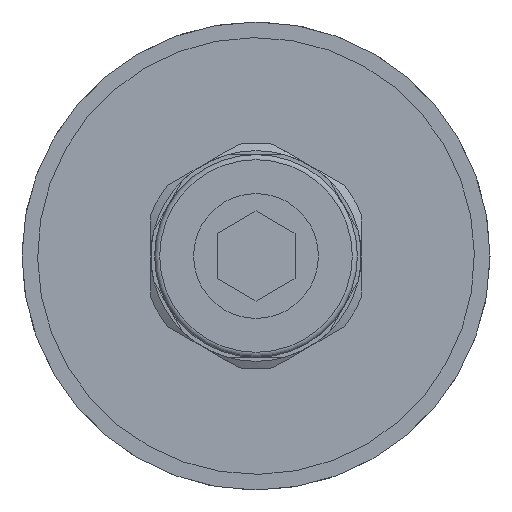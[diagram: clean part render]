
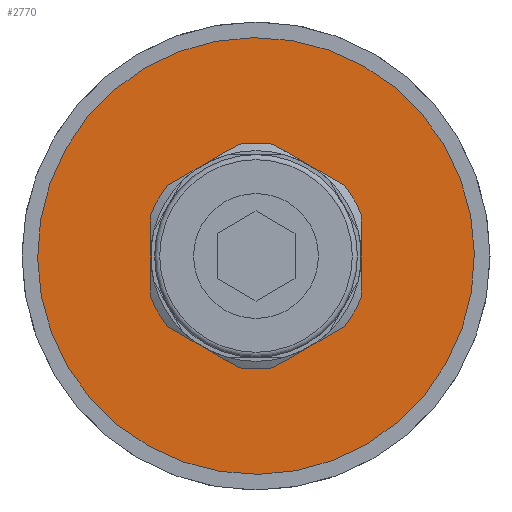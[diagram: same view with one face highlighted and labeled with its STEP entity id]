
A CAD part, left-side view. The second image highlights one B-rep face of the part: STEP entity #2770.
In plain terms, the highlighted planar face has unit normal (-1, 0, 0).
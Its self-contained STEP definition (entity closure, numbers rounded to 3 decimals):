
#85=FACE_BOUND('',#429,.T.);
#112=PLANE('',#2987);
#257=FACE_OUTER_BOUND('',#428,.T.);
#428=EDGE_LOOP('',(#1840));
#429=EDGE_LOOP('',(#1841,#1842,#1843,#1844,#1845,#1846));
#961=CIRCLE('',#2983,14.);
#963=CIRCLE('',#2988,6.75);
#964=CIRCLE('',#2989,6.75);
#965=CIRCLE('',#2990,6.75);
#966=CIRCLE('',#2991,6.75);
#967=CIRCLE('',#2992,6.75);
#968=CIRCLE('',#2993,6.75);
#1127=VERTEX_POINT('',#4189);
#1129=VERTEX_POINT('',#4197);
#1130=VERTEX_POINT('',#4198);
#1131=VERTEX_POINT('',#4200);
#1132=VERTEX_POINT('',#4202);
#1133=VERTEX_POINT('',#4204);
#1134=VERTEX_POINT('',#4206);
#1395=EDGE_CURVE('',#1127,#1127,#961,.T.);
#1398=EDGE_CURVE('',#1129,#1130,#963,.T.);
#1399=EDGE_CURVE('',#1130,#1131,#964,.T.);
#1400=EDGE_CURVE('',#1131,#1132,#965,.T.);
#1401=EDGE_CURVE('',#1132,#1133,#966,.T.);
#1402=EDGE_CURVE('',#1133,#1134,#967,.T.);
#1403=EDGE_CURVE('',#1134,#1129,#968,.T.);
#1840=ORIENTED_EDGE('',*,*,#1395,.F.);
#1841=ORIENTED_EDGE('',*,*,#1398,.T.);
#1842=ORIENTED_EDGE('',*,*,#1399,.T.);
#1843=ORIENTED_EDGE('',*,*,#1400,.T.);
#1844=ORIENTED_EDGE('',*,*,#1401,.T.);
#1845=ORIENTED_EDGE('',*,*,#1402,.T.);
#1846=ORIENTED_EDGE('',*,*,#1403,.T.);
#2770=ADVANCED_FACE('',(#257,#85),#112,.T.);
#2983=AXIS2_PLACEMENT_3D('',#4190,#3377,#3378);
#2987=AXIS2_PLACEMENT_3D('',#4196,#3386,#3387);
#2988=AXIS2_PLACEMENT_3D('',#4199,#3388,#3389);
#2989=AXIS2_PLACEMENT_3D('',#4201,#3390,#3391);
#2990=AXIS2_PLACEMENT_3D('',#4203,#3392,#3393);
#2991=AXIS2_PLACEMENT_3D('',#4205,#3394,#3395);
#2992=AXIS2_PLACEMENT_3D('',#4207,#3396,#3397);
#2993=AXIS2_PLACEMENT_3D('',#4208,#3398,#3399);
#3377=DIRECTION('center_axis',(1.,0.,0.));
#3378=DIRECTION('ref_axis',(0.,1.,0.));
#3386=DIRECTION('center_axis',(-1.,0.,0.));
#3387=DIRECTION('ref_axis',(0.,-0.774,-0.633));
#3388=DIRECTION('center_axis',(1.,0.,0.));
#3389=DIRECTION('ref_axis',(0.,-1.,0.));
#3390=DIRECTION('center_axis',(1.,0.,0.));
#3391=DIRECTION('ref_axis',(0.,-1.,0.));
#3392=DIRECTION('center_axis',(1.,0.,0.));
#3393=DIRECTION('ref_axis',(0.,-1.,0.));
#3394=DIRECTION('center_axis',(1.,0.,0.));
#3395=DIRECTION('ref_axis',(0.,-1.,0.));
#3396=DIRECTION('center_axis',(1.,0.,0.));
#3397=DIRECTION('ref_axis',(0.,-1.,0.));
#3398=DIRECTION('center_axis',(1.,0.,0.));
#3399=DIRECTION('ref_axis',(0.,-1.,0.));
#4189=CARTESIAN_POINT('',(0.,-8.868,10.833));
#4190=CARTESIAN_POINT('Origin',(0.,0.,
0.));
#4196=CARTESIAN_POINT('Origin',(0.,-6.35,
7.758));
#4197=CARTESIAN_POINT('',(0.,3.375,5.846));
#4198=CARTESIAN_POINT('',(0.,-3.375,5.846));
#4199=CARTESIAN_POINT('Origin',(0.,0.,
0.));
#4200=CARTESIAN_POINT('',(0.,-6.75,0.));
#4201=CARTESIAN_POINT('Origin',(0.,0.,
0.));
#4202=CARTESIAN_POINT('',(0.,-3.375,-5.846));
#4203=CARTESIAN_POINT('Origin',(0.,0.,
0.));
#4204=CARTESIAN_POINT('',(0.,3.375,-5.846));
#4205=CARTESIAN_POINT('Origin',(0.,0.,
0.));
#4206=CARTESIAN_POINT('',(0.,6.75,0.));
#4207=CARTESIAN_POINT('Origin',(0.,0.,
0.));
#4208=CARTESIAN_POINT('Origin',(0.,0.,
0.));
